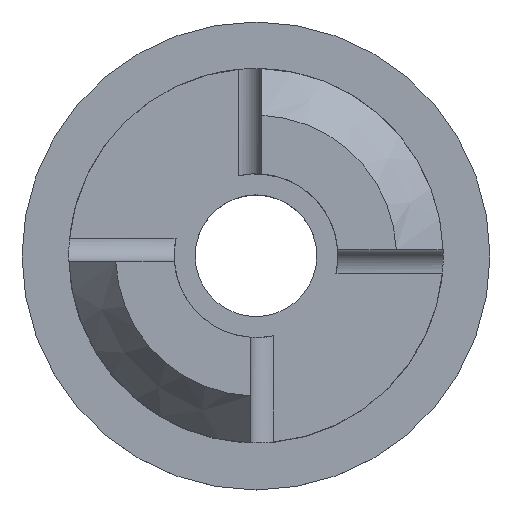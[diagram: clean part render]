
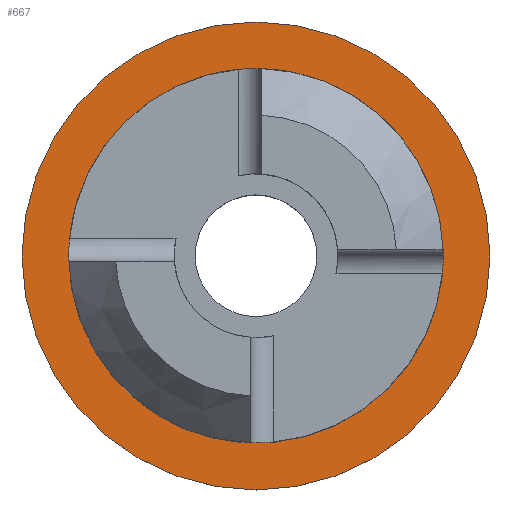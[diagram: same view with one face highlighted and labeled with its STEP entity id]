
A CAD part, top view. The second image highlights one B-rep face of the part: STEP entity #667.
In plain terms, the highlighted planar face has unit normal (0, 0, 1).
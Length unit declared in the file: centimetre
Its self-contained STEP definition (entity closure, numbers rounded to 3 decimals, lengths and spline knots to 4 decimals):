
#110=B_SPLINE_CURVE_WITH_KNOTS('',3,(#982,#983,#984,#985,#986,#987,#988,
#989,#990,#991,#992,#993,#994,#995,#996,#997,#998,#999,#1000,#1001,#1002,
#1003,#1004,#1005),.UNSPECIFIED.,.F.,.U.,(4,2,2,2,2,2,2,2,2,2,2,4),(0.,0.0203,
0.0949,0.1038,0.1087,0.1121,
0.1155,0.1205,0.1264,0.1438,0.1788,
0.2236),.UNSPECIFIED.);
#227=PLANE('',#709);
#258=VERTEX_POINT('',#829);
#259=VERTEX_POINT('',#1006);
#260=VERTEX_POINT('',#1007);
#264=VERTEX_POINT('',#1092);
#301=CIRCLE('',#706,1.);
#303=CIRCLE('',#710,0.8);
#338=EDGE_CURVE('',#258,#258,#301,.T.);
#339=EDGE_CURVE('',#259,#260,#110,.T.);
#345=EDGE_CURVE('',#264,#260,#303,.T.);
#346=EDGE_CURVE('',#259,#264,#303,.T.);
#443=ORIENTED_EDGE('',*,*,#345,.F.);
#444=ORIENTED_EDGE('',*,*,#346,.F.);
#445=ORIENTED_EDGE('',*,*,#339,.T.);
#446=ORIENTED_EDGE('',*,*,#338,.F.);
#578=EDGE_LOOP('',(#443,#444,#445));
#579=EDGE_LOOP('',(#446));
#627=FACE_BOUND('',#578,.T.);
#628=FACE_BOUND('',#579,.T.);
#667=ADVANCED_FACE('',(#627,#628),#227,.F.);
#706=AXIS2_PLACEMENT_3D('',#828,#1506,#1507);
#709=AXIS2_PLACEMENT_3D('',#1090,#1513,$);
#710=AXIS2_PLACEMENT_3D('',#1091,#1514,#1515);
#828=CARTESIAN_POINT('',(0.,0.,0.1));
#829=CARTESIAN_POINT('',(-1.,0.,0.1));
#982=CARTESIAN_POINT('',(-0.1099,0.7924,0.1));
#983=CARTESIAN_POINT('',(-0.1035,0.7905,0.1));
#984=CARTESIAN_POINT('',(-0.0969,0.7886,0.1));
#985=CARTESIAN_POINT('',(-0.0663,0.7808,0.1));
#986=CARTESIAN_POINT('',(-0.042,0.7767,0.1));
#987=CARTESIAN_POINT('',(-0.0142,0.7753,0.1));
#988=CARTESIAN_POINT('',(-0.0112,0.7752,0.1));
#989=CARTESIAN_POINT('',(-0.0066,0.7751,0.1));
#990=CARTESIAN_POINT('',(-0.005,0.775,0.1));
#991=CARTESIAN_POINT('',(-0.0022,0.775,0.1));
#992=CARTESIAN_POINT('',(-0.0011,0.775,0.1));
#993=CARTESIAN_POINT('',(0.0012,0.775,0.1));
#994=CARTESIAN_POINT('',(0.0023,0.775,0.1));
#995=CARTESIAN_POINT('',(0.0052,0.775,0.1));
#996=CARTESIAN_POINT('',(0.0068,0.7751,0.1));
#997=CARTESIAN_POINT('',(0.0105,0.7752,0.1));
#998=CARTESIAN_POINT('',(0.0124,0.7752,0.1));
#999=CARTESIAN_POINT('',(0.0202,0.7756,0.1));
#1000=CARTESIAN_POINT('',(0.026,0.776,0.1));
#1001=CARTESIAN_POINT('',(0.0434,0.7776,0.1));
#1002=CARTESIAN_POINT('',(0.0549,0.7793,0.1));
#1003=CARTESIAN_POINT('',(0.0811,0.7844,0.1));
#1004=CARTESIAN_POINT('',(0.0956,0.7881,0.1));
#1005=CARTESIAN_POINT('',(0.1099,0.7924,0.1));
#1006=CARTESIAN_POINT('',(-0.1099,0.7924,0.1));
#1007=CARTESIAN_POINT('',(0.1099,0.7924,0.1));
#1090=CARTESIAN_POINT('',(0.,0.,0.1));
#1091=CARTESIAN_POINT('',(0.,0.,0.1));
#1092=CARTESIAN_POINT('',(-0.8,0.,0.1));
#1506=DIRECTION('',(0.,0.,-1.));
#1507=DIRECTION('',(-1.,0.,0.));
#1513=DIRECTION('',(0.,0.,-1.));
#1514=DIRECTION('',(0.,0.,1.));
#1515=DIRECTION('',(0.8,0.,0.));
